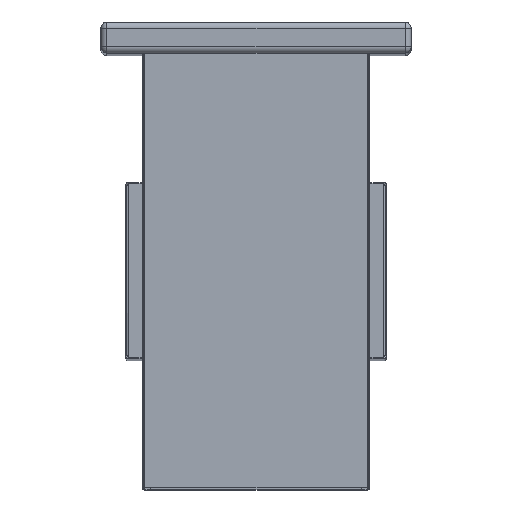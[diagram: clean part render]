
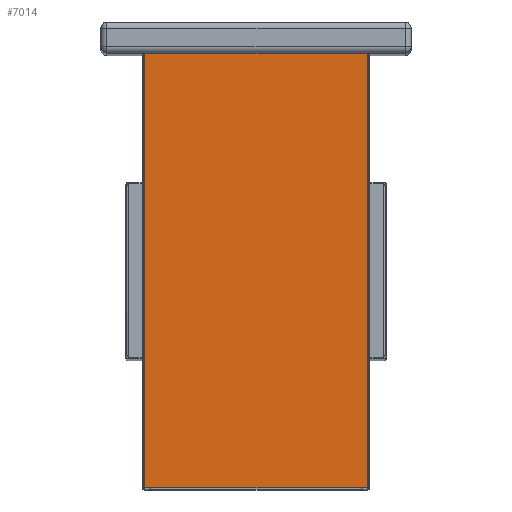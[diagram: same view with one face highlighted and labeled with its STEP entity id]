
A CAD part, top view. The second image highlights one B-rep face of the part: STEP entity #7014.
In plain terms, the highlighted face is planar.
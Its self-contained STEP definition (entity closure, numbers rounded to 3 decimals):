
#6537=DIRECTION('',(0.,1.,0.));
#6538=VECTOR('',#6537,420.);
#6539=CARTESIAN_POINT('',(107.5,0.,-30.));
#6540=LINE('',#6539,#6538);
#6545=DIRECTION('',(1.,0.,0.));
#6546=VECTOR('',#6545,215.);
#6547=CARTESIAN_POINT('',(-107.5,420.,-30.));
#6548=LINE('',#6547,#6546);
#6553=DIRECTION('',(1.,0.,0.));
#6554=VECTOR('',#6553,215.);
#6555=CARTESIAN_POINT('',(-107.5,0.,-30.));
#6556=LINE('',#6555,#6554);
#6753=DIRECTION('',(0.,-1.,0.));
#6754=VECTOR('',#6753,420.);
#6755=CARTESIAN_POINT('',(-107.5,420.,-30.));
#6756=LINE('',#6755,#6754);
#6799=CARTESIAN_POINT('',(-107.5,420.,-30.));
#6800=CARTESIAN_POINT('',(-107.5,0.,-30.));
#6801=VERTEX_POINT('',#6799);
#6802=VERTEX_POINT('',#6800);
#6811=CARTESIAN_POINT('',(107.5,0.,-30.));
#6812=VERTEX_POINT('',#6811);
#6817=CARTESIAN_POINT('',(107.5,420.,-30.));
#6818=VERTEX_POINT('',#6817);
#7001=CARTESIAN_POINT('',(-110.,420.,-30.));
#7002=DIRECTION('',(0.,0.,1.));
#7003=DIRECTION('',(1.,0.,0.));
#7004=AXIS2_PLACEMENT_3D('',#7001,#7002,#7003);
#7005=PLANE('',#7004);
#7007=ORIENTED_EDGE('',*,*,#7006,.T.);
#7008=ORIENTED_EDGE('',*,*,#6993,.T.);
#7009=ORIENTED_EDGE('',*,*,#6908,.F.);
#7011=ORIENTED_EDGE('',*,*,#7010,.T.);
#7012=EDGE_LOOP('',(#7007,#7008,#7009,#7011));
#7013=FACE_OUTER_BOUND('',#7012,.F.);
#6908=EDGE_CURVE('',#6801,#6818,#6548,.T.);
#6993=EDGE_CURVE('',#6812,#6818,#6540,.T.);
#7006=EDGE_CURVE('',#6802,#6812,#6556,.T.);
#7010=EDGE_CURVE('',#6801,#6802,#6756,.T.);
#7014=ADVANCED_FACE('',(#7013),#7005,.F.);
